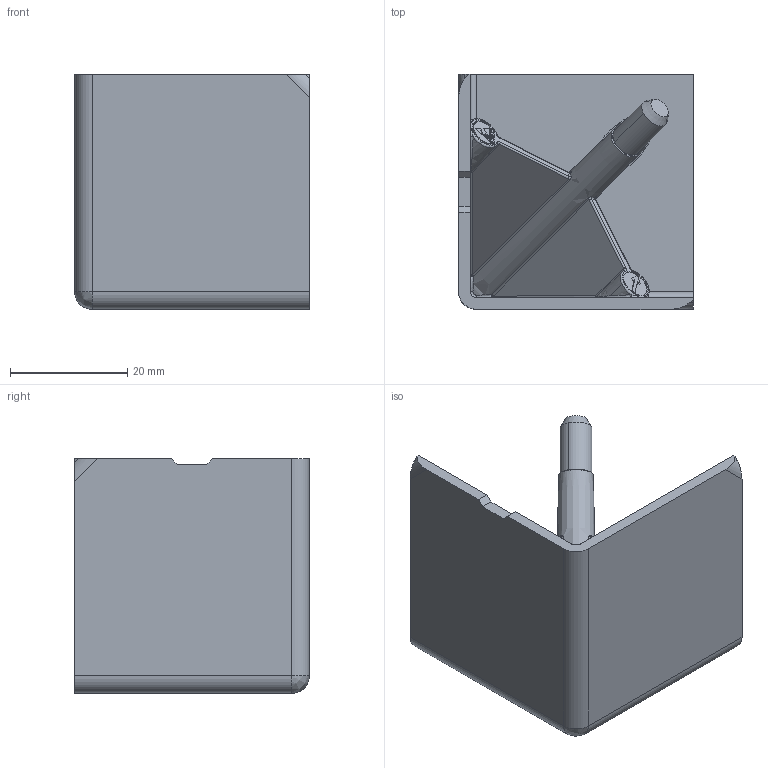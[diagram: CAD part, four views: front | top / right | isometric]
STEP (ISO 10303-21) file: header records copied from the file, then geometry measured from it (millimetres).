
FILE_DESCRIPTION (( 'STEP AP214' ), '1' );
FILE_NAME ('6261442', '2019-01-28T17:11:54', ( '' ), ('JUGARD+KÜNSTNER GmbH'), 'SwSTEP 2.0', 'SolidWorks 2017', '' );
FILE_SCHEMA (( 'AUTOMOTIVE_DESIGN' ));
Length unit declared in the file: millimetre
Products named in the file (1): 6261442
Bounding box: 40 x 40 x 40 mm (x, y, z)
Volume: 12533.4 mm3; surface area: 11837.5 mm2
Topology: 1 solids, 1 shells, 368 faces, 1005 edges, 643 vertices
Faces by surface type: plane 241, bspline 77, cylinder 35, cone 15
Entity records: 14055 total; most frequent: CARTESIAN_POINT 5338, ORIENTED_EDGE 1994, DIRECTION 1533, EDGE_CURVE 997, LINE 697, VECTOR 697, VERTEX_POINT 643, AXIS2_PLACEMENT_3D 418
